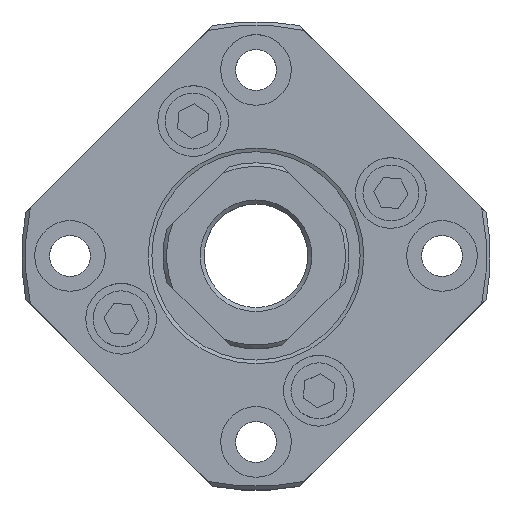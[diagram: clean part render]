
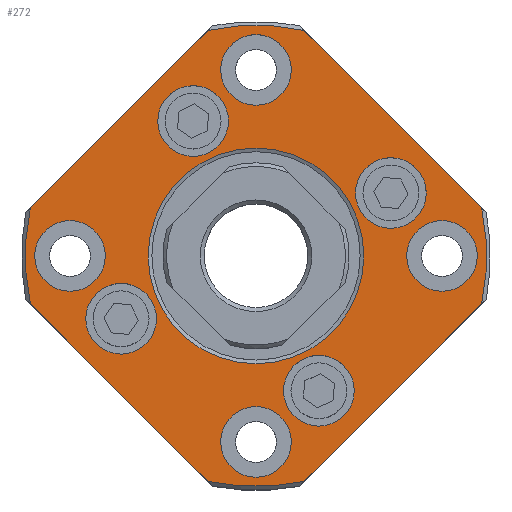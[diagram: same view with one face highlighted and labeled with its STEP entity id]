
A CAD part, top view. The second image highlights one B-rep face of the part: STEP entity #272.
In plain terms, the highlighted face is planar.
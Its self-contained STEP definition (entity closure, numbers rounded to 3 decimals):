
#272 = ADVANCED_FACE( '', ( #589, #590, #591, #592, #593, #594, #595, #596, #597, #598 ), #599, .F. );
#589 = FACE_OUTER_BOUND( '', #970, .T. );
#590 = FACE_BOUND( '', #971, .T. );
#591 = FACE_BOUND( '', #972, .T. );
#592 = FACE_BOUND( '', #973, .T. );
#593 = FACE_BOUND( '', #974, .T. );
#594 = FACE_BOUND( '', #975, .T. );
#595 = FACE_BOUND( '', #976, .T. );
#596 = FACE_BOUND( '', #977, .T. );
#597 = FACE_BOUND( '', #978, .T. );
#598 = FACE_BOUND( '', #979, .T. );
#599 = PLANE( '', #980 );
#970 = EDGE_LOOP( '', ( #1760, #1761, #1762, #1763, #1764, #1765, #1766, #1767 ) );
#971 = EDGE_LOOP( '', ( #1768 ) );
#972 = EDGE_LOOP( '', ( #1769 ) );
#973 = EDGE_LOOP( '', ( #1770 ) );
#974 = EDGE_LOOP( '', ( #1771 ) );
#975 = EDGE_LOOP( '', ( #1772 ) );
#976 = EDGE_LOOP( '', ( #1773 ) );
#977 = EDGE_LOOP( '', ( #1774 ) );
#978 = EDGE_LOOP( '', ( #1775 ) );
#979 = EDGE_LOOP( '', ( #1776 ) );
#980 = AXIS2_PLACEMENT_3D( '', #1777, #1778, #1779 );
#1760 = ORIENTED_EDGE( '', *, *, #2354, .F. );
#1761 = ORIENTED_EDGE( '', *, *, #2355, .F. );
#1762 = ORIENTED_EDGE( '', *, *, #2356, .F. );
#1763 = ORIENTED_EDGE( '', *, *, #2357, .F. );
#1764 = ORIENTED_EDGE( '', *, *, #2358, .F. );
#1765 = ORIENTED_EDGE( '', *, *, #2359, .F. );
#1766 = ORIENTED_EDGE( '', *, *, #2160, .F. );
#1767 = ORIENTED_EDGE( '', *, *, #2352, .F. );
#1768 = ORIENTED_EDGE( '', *, *, #2238, .F. );
#1769 = ORIENTED_EDGE( '', *, *, #2216, .T. );
#1770 = ORIENTED_EDGE( '', *, *, #2218, .T. );
#1771 = ORIENTED_EDGE( '', *, *, #2220, .T. );
#1772 = ORIENTED_EDGE( '', *, *, #2222, .T. );
#1773 = ORIENTED_EDGE( '', *, *, #2226, .T. );
#1774 = ORIENTED_EDGE( '', *, *, #2230, .T. );
#1775 = ORIENTED_EDGE( '', *, *, #2234, .T. );
#1776 = ORIENTED_EDGE( '', *, *, #2253, .T. );
#1777 = CARTESIAN_POINT( '', ( -15., 14., 0. ) );
#1778 = DIRECTION( '', ( 1., 0., 0. ) );
#1779 = DIRECTION( '', ( 0., 0., -1. ) );
#2160 = EDGE_CURVE( '', #2484, #2487, #2488, .T. );
#2216 = EDGE_CURVE( '', #2592, #2592, #2593, .T. );
#2218 = EDGE_CURVE( '', #2596, #2596, #2597, .T. );
#2220 = EDGE_CURVE( '', #2600, #2600, #2601, .T. );
#2222 = EDGE_CURVE( '', #2604, #2604, #2605, .T. );
#2226 = EDGE_CURVE( '', #2612, #2612, #2613, .T. );
#2230 = EDGE_CURVE( '', #2620, #2620, #2621, .T. );
#2234 = EDGE_CURVE( '', #2628, #2628, #2629, .T. );
#2238 = EDGE_CURVE( '', #2636, #2636, #2637, .F. );
#2253 = EDGE_CURVE( '', #2666, #2666, #2667, .T. );
#2352 = EDGE_CURVE( '', #2832, #2484, #2834, .T. );
#2354 = EDGE_CURVE( '', #2836, #2832, #2837, .T. );
#2355 = EDGE_CURVE( '', #2838, #2836, #2839, .T. );
#2356 = EDGE_CURVE( '', #2840, #2838, #2841, .T. );
#2357 = EDGE_CURVE( '', #2842, #2840, #2843, .T. );
#2358 = EDGE_CURVE( '', #2844, #2842, #2845, .T. );
#2359 = EDGE_CURVE( '', #2487, #2844, #2846, .T. );
#2484 = VERTEX_POINT( '', #3053 );
#2487 = VERTEX_POINT( '', #3059 );
#2488 = CIRCLE( '', #3060, 31. );
#2592 = VERTEX_POINT( '', #3266 );
#2593 = CIRCLE( '', #3267, 4.75 );
#2596 = VERTEX_POINT( '', #3270 );
#2597 = CIRCLE( '', #3271, 4.75 );
#2600 = VERTEX_POINT( '', #3274 );
#2601 = CIRCLE( '', #3275, 4.75 );
#2604 = VERTEX_POINT( '', #3278 );
#2605 = CIRCLE( '', #3279, 4.75 );
#2612 = VERTEX_POINT( '', #3286 );
#2613 = CIRCLE( '', #3287, 4.75 );
#2620 = VERTEX_POINT( '', #3294 );
#2621 = CIRCLE( '', #3295, 4.75 );
#2628 = VERTEX_POINT( '', #3302 );
#2629 = CIRCLE( '', #3303, 4.75 );
#2636 = VERTEX_POINT( '', #3310 );
#2637 = CIRCLE( '', #3311, 4.75 );
#2666 = VERTEX_POINT( '', #3340 );
#2667 = CIRCLE( '', #3341, 14.5 );
#2832 = VERTEX_POINT( '', #3591 );
#2834 = LINE( '', #3596, #3597 );
#2836 = VERTEX_POINT( '', #3600 );
#2837 = CIRCLE( '', #3601, 31. );
#2838 = VERTEX_POINT( '', #3602 );
#2839 = LINE( '', #3603, #3604 );
#2840 = VERTEX_POINT( '', #3605 );
#2841 = CIRCLE( '', #3606, 31. );
#2842 = VERTEX_POINT( '', #3607 );
#2843 = LINE( '', #3608, #3609 );
#2844 = VERTEX_POINT( '', #3610 );
#2845 = CIRCLE( '', #3611, 31. );
#2846 = LINE( '', #3612, #3613 );
#3053 = CARTESIAN_POINT( '', ( -15., 6.447, 30.322 ) );
#3059 = CARTESIAN_POINT( '', ( -15., -6.447, 30.322 ) );
#3060 = AXIS2_PLACEMENT_3D( '', #3804, #3805, #3806 );
#3266 = CARTESIAN_POINT( '', ( -15., -18.126, 3.702 ) );
#3267 = AXIS2_PLACEMENT_3D( '', #3880, #3881, #3882 );
#3270 = CARTESIAN_POINT( '', ( -15., 8.452, 13.376 ) );
#3271 = AXIS2_PLACEMENT_3D( '', #3886, #3887, #3888 );
#3274 = CARTESIAN_POINT( '', ( -15., -8.452, -22.876 ) );
#3275 = AXIS2_PLACEMENT_3D( '', #3892, #3893, #3894 );
#3278 = CARTESIAN_POINT( '', ( -15., 18.126, -13.202 ) );
#3279 = AXIS2_PLACEMENT_3D( '', #3898, #3899, #3900 );
#3286 = CARTESIAN_POINT( '', ( -15., 0., -29.75 ) );
#3287 = AXIS2_PLACEMENT_3D( '', #3910, #3911, #3912 );
#3294 = CARTESIAN_POINT( '', ( -15., -25., -4.75 ) );
#3295 = AXIS2_PLACEMENT_3D( '', #3922, #3923, #3924 );
#3302 = CARTESIAN_POINT( '', ( -15., 0., 20.25 ) );
#3303 = AXIS2_PLACEMENT_3D( '', #3934, #3935, #3936 );
#3310 = CARTESIAN_POINT( '', ( -15., 25., -4.75 ) );
#3311 = AXIS2_PLACEMENT_3D( '', #3946, #3947, #3948 );
#3340 = CARTESIAN_POINT( '', ( -15., 0., -14.5 ) );
#3341 = AXIS2_PLACEMENT_3D( '', #3991, #3992, #3993 );
#3591 = CARTESIAN_POINT( '', ( -15., 30.322, 6.447 ) );
#3596 = CARTESIAN_POINT( '', ( -15., 36.77, 0. ) );
#3597 = VECTOR( '', #4130, 1000. );
#3600 = CARTESIAN_POINT( '', ( -15., 30.322, -6.447 ) );
#3601 = AXIS2_PLACEMENT_3D( '', #4132, #4133, #4134 );
#3602 = CARTESIAN_POINT( '', ( -15., 6.447, -30.322 ) );
#3603 = CARTESIAN_POINT( '', ( -15., 0., -36.77 ) );
#3604 = VECTOR( '', #4135, 1000. );
#3605 = CARTESIAN_POINT( '', ( -15., -6.447, -30.322 ) );
#3606 = AXIS2_PLACEMENT_3D( '', #4136, #4137, #4138 );
#3607 = CARTESIAN_POINT( '', ( -15., -30.322, -6.447 ) );
#3608 = CARTESIAN_POINT( '', ( -15., -36.77, 0. ) );
#3609 = VECTOR( '', #4139, 1000. );
#3610 = CARTESIAN_POINT( '', ( -15., -30.322, 6.447 ) );
#3611 = AXIS2_PLACEMENT_3D( '', #4140, #4141, #4142 );
#3612 = CARTESIAN_POINT( '', ( -15., 0., 36.77 ) );
#3613 = VECTOR( '', #4143, 1000. );
#3804 = CARTESIAN_POINT( '', ( -15., 0., 0. ) );
#3805 = DIRECTION( '', ( 1., 0., 0. ) );
#3806 = DIRECTION( '', ( 0., 0., -1. ) );
#3880 = CARTESIAN_POINT( '', ( -15., -18.126, 8.452 ) );
#3881 = DIRECTION( '', ( 1., 0., 0. ) );
#3882 = DIRECTION( '', ( 0., 0., -1. ) );
#3886 = CARTESIAN_POINT( '', ( -15., 8.452, 18.126 ) );
#3887 = DIRECTION( '', ( 1., 0., 0. ) );
#3888 = DIRECTION( '', ( 0., 0., -1. ) );
#3892 = CARTESIAN_POINT( '', ( -15., -8.452, -18.126 ) );
#3893 = DIRECTION( '', ( 1., 0., 0. ) );
#3894 = DIRECTION( '', ( 0., 0., -1. ) );
#3898 = CARTESIAN_POINT( '', ( -15., 18.126, -8.452 ) );
#3899 = DIRECTION( '', ( 1., 0., 0. ) );
#3900 = DIRECTION( '', ( 0., 0., -1. ) );
#3910 = CARTESIAN_POINT( '', ( -15., 0., -25. ) );
#3911 = DIRECTION( '', ( 1., 0., 0. ) );
#3912 = DIRECTION( '', ( 0., 0., -1. ) );
#3922 = CARTESIAN_POINT( '', ( -15., -25., 0. ) );
#3923 = DIRECTION( '', ( 1., 0., 0. ) );
#3924 = DIRECTION( '', ( 0., 0., -1. ) );
#3934 = CARTESIAN_POINT( '', ( -15., 0., 25. ) );
#3935 = DIRECTION( '', ( 1., 0., 0. ) );
#3936 = DIRECTION( '', ( 0., 0., -1. ) );
#3946 = CARTESIAN_POINT( '', ( -15., 25., 0. ) );
#3947 = DIRECTION( '', ( 1., 0., 0. ) );
#3948 = DIRECTION( '', ( 0., 0., -1. ) );
#3991 = CARTESIAN_POINT( '', ( -15., 0., 0. ) );
#3992 = DIRECTION( '', ( 1., 0., 0. ) );
#3993 = DIRECTION( '', ( 0., 0., -1. ) );
#4130 = DIRECTION( '', ( 0., -0.707, 0.707 ) );
#4132 = CARTESIAN_POINT( '', ( -15., 0., 0. ) );
#4133 = DIRECTION( '', ( 1., 0., 0. ) );
#4134 = DIRECTION( '', ( 0., 0., -1. ) );
#4135 = DIRECTION( '', ( 0., 0.707, 0.707 ) );
#4136 = CARTESIAN_POINT( '', ( -15., 0., 0. ) );
#4137 = DIRECTION( '', ( 1., 0., 0. ) );
#4138 = DIRECTION( '', ( 0., 0., -1. ) );
#4139 = DIRECTION( '', ( 0., 0.707, -0.707 ) );
#4140 = CARTESIAN_POINT( '', ( -15., 0., 0. ) );
#4141 = DIRECTION( '', ( 1., 0., 0. ) );
#4142 = DIRECTION( '', ( 0., 0., -1. ) );
#4143 = DIRECTION( '', ( 0., -0.707, -0.707 ) );
